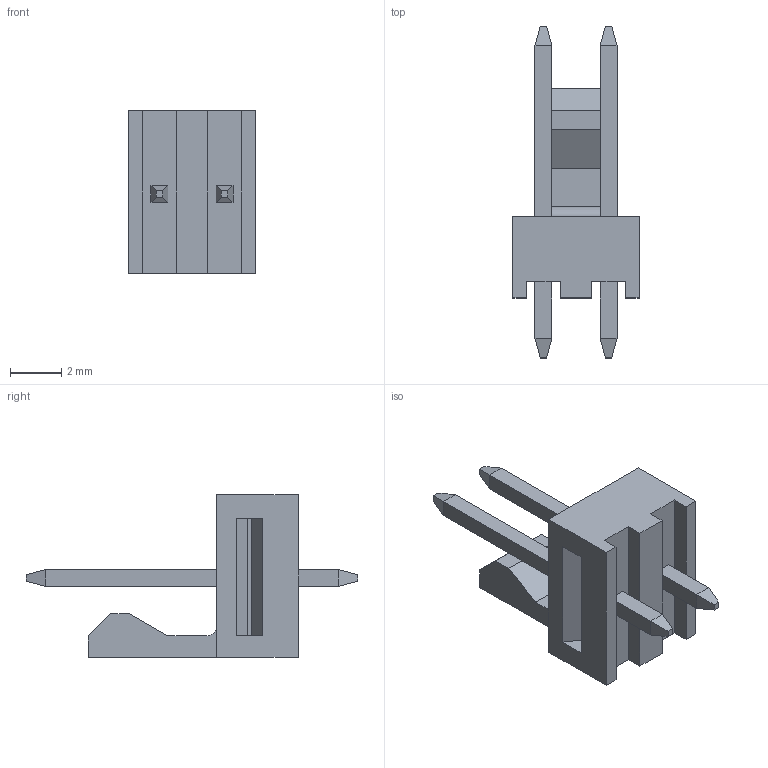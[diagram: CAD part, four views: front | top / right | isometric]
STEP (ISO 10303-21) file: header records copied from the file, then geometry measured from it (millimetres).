
FILE_DESCRIPTION((''),'2;1');
FILE_NAME('1718561002','2016-03-15T',('me'),(''),'PRO/ENGINEER BY PARAMETRIC TECHNOLOGY CORPORATION, 2012310','PRO/ENGINEER BY PARAMETRIC TECHNOLOGY CORPORATION, 2012310','');
FILE_SCHEMA(('CONFIG_CONTROL_DESIGN'));
Length unit declared in the file: inch
Products named in the file (1): 1718561002
Bounding box: 4.93 x 12.95 x 6.35 mm (x, y, z)
Volume: 108.7 mm3; surface area: 244.1 mm2
Topology: 1 solids, 1 shells, 68 faces, 168 edges, 108 vertices
Faces by surface type: plane 67, cylinder 1
Entity records: 2001 total; most frequent: CARTESIAN_POINT 341, ORIENTED_EDGE 328, DIRECTION 312, EDGE_CURVE 164, VECTOR 162, LINE 162, VERTEX_POINT 104, AXIS2_PLACEMENT_3D 75
